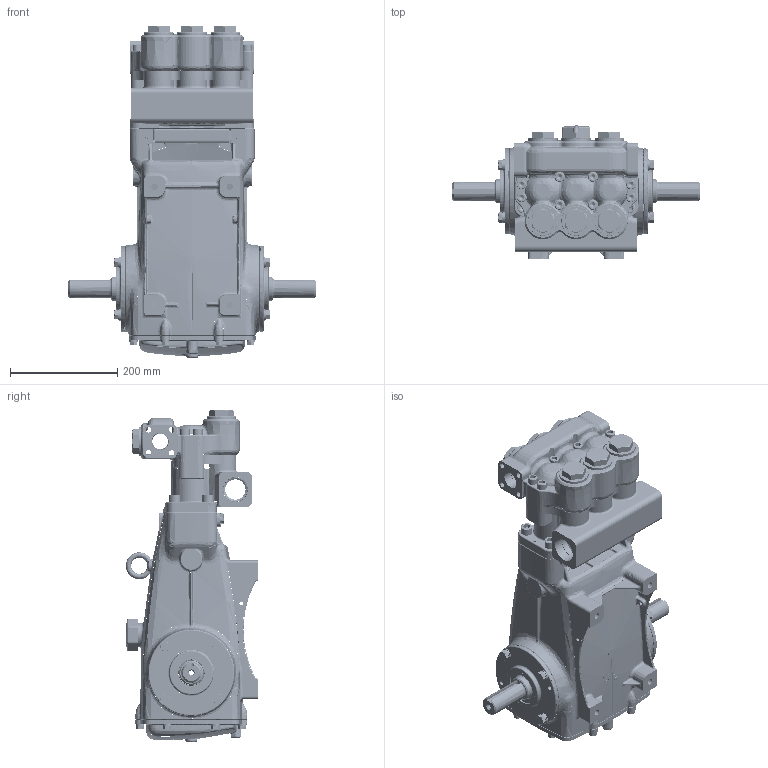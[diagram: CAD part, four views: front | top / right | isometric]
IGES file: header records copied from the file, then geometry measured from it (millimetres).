
Start section: SolidWorks IGES file using analytic representation for surfaces
Global section: file name: 3521DHS.IGS; native system: SolidWorks 2019; preprocessor: SolidWorks 2019; author: SAL; date: 200130.125445; units: inch
Bounding box: 460 x 247.5 x 618 mm (x, y, z)
Surface area: 868033.5 mm2 (no closed solid volume)
Topology: 0 solids, 0 shells, 2517 faces, 35125 edges, 35046 vertices
Faces by surface type: bspline 1582, revolution 935
